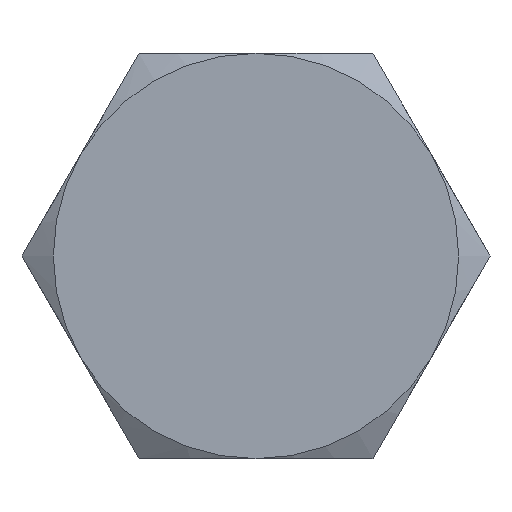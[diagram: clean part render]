
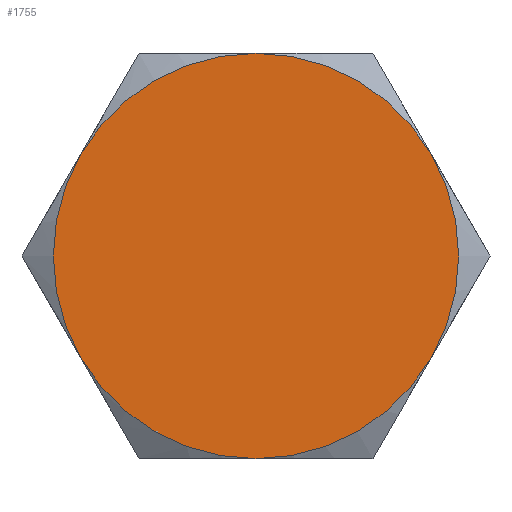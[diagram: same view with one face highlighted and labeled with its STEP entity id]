
A CAD part, left-side view. The second image highlights one B-rep face of the part: STEP entity #1755.
In plain terms, the highlighted planar face has unit normal (-1, 0, 0).
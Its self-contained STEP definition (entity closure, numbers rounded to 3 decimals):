
#78 = DIRECTION ( 'NONE',  ( 0., 0., 1. ) ) ;
#98 = AXIS2_PLACEMENT_3D ( 'NONE', #1001, #2235, #1185 ) ;
#99 = AXIS2_PLACEMENT_3D ( 'NONE', #1710, #602, #1885 ) ;
#100 = AXIS2_PLACEMENT_3D ( 'NONE', #2406, #1364, #78 ) ;
#101 = AXIS2_PLACEMENT_3D ( 'NONE', #792, #2055, #993 ) ;
#102 = AXIS2_PLACEMENT_3D ( 'NONE', #1540, #341, #1704 ) ;
#106 = AXIS2_PLACEMENT_3D ( 'NONE', #2223, #1170, #2402 ) ;
#169 = EDGE_CURVE ( 'NONE', #2246, #332, #1177, .T. ) ;
#171 = EDGE_CURVE ( 'NONE', #833, #2246, #664, .T. ) ;
#172 = EDGE_CURVE ( 'NONE', #305, #833, #2103, .T. ) ;
#174 = EDGE_CURVE ( 'NONE', #305, #722, #2518, .T. ) ;
#176 = EDGE_CURVE ( 'NONE', #765, #722, #1703, .T. ) ;
#180 = EDGE_CURVE ( 'NONE', #332, #765, #1592, .T. ) ;
#266 = AXIS2_PLACEMENT_3D ( 'NONE', #2251, #825, #2083 ) ;
#304 = EDGE_LOOP ( 'NONE', ( #2195, #688, #1329, #340, #937, #2112 ) ) ;
#305 = VERTEX_POINT ( 'NONE', #1798 ) ;
#332 = VERTEX_POINT ( 'NONE', #1806 ) ;
#340 = ORIENTED_EDGE ( 'NONE', *, *, #172, .F. ) ;
#341 = DIRECTION ( 'NONE',  ( 1., 0., 0. ) ) ;
#602 = DIRECTION ( 'NONE',  ( 1., 0., 0. ) ) ;
#664 = CIRCLE ( 'NONE', #102, 8.5 ) ;
#688 = ORIENTED_EDGE ( 'NONE', *, *, #169, .F. ) ;
#690 = CARTESIAN_POINT ( 'NONE',  ( 0., 7.361, 4.25 ) ) ;
#701 = CARTESIAN_POINT ( 'NONE',  ( 0., 7.361, -4.25 ) ) ;
#722 = VERTEX_POINT ( 'NONE', #690 ) ;
#765 = VERTEX_POINT ( 'NONE', #701 ) ;
#792 = CARTESIAN_POINT ( 'NONE',  ( 0., 0., 0. ) ) ;
#825 = DIRECTION ( 'NONE',  ( 1., 0., 0. ) ) ;
#833 = VERTEX_POINT ( 'NONE', #2496 ) ;
#937 = ORIENTED_EDGE ( 'NONE', *, *, #174, .T. ) ;
#993 = DIRECTION ( 'NONE',  ( 0., 0., -1. ) ) ;
#1001 = CARTESIAN_POINT ( 'NONE',  ( 0., 0., 0. ) ) ;
#1170 = DIRECTION ( 'NONE',  ( 1., 0., 0. ) ) ;
#1177 = CIRCLE ( 'NONE', #106, 8.5 ) ;
#1185 = DIRECTION ( 'NONE',  ( 0., 0., -1. ) ) ;
#1329 = ORIENTED_EDGE ( 'NONE', *, *, #171, .F. ) ;
#1364 = DIRECTION ( 'NONE',  ( -1., 0., 0. ) ) ;
#1540 = CARTESIAN_POINT ( 'NONE',  ( 0., 0., 0. ) ) ;
#1592 = CIRCLE ( 'NONE', #98, 8.5 ) ;
#1703 = CIRCLE ( 'NONE', #99, 8.5 ) ;
#1704 = DIRECTION ( 'NONE',  ( 0., 0., -1. ) ) ;
#1710 = CARTESIAN_POINT ( 'NONE',  ( 0., 0., 0. ) ) ;
#1755 = ADVANCED_FACE ( 'NONE', ( #1906 ), #2427, .F. ) ;
#1798 = CARTESIAN_POINT ( 'NONE',  ( 0., 0., 8.5 ) ) ;
#1806 = CARTESIAN_POINT ( 'NONE',  ( 0., 0., -8.5 ) ) ;
#1885 = DIRECTION ( 'NONE',  ( 0., 0., -1. ) ) ;
#1906 = FACE_OUTER_BOUND ( 'NONE', #304, .T. ) ;
#1958 = CARTESIAN_POINT ( 'NONE',  ( 0., -7.361, -4.25 ) ) ;
#2055 = DIRECTION ( 'NONE',  ( 1., 0., 0. ) ) ;
#2083 = DIRECTION ( 'NONE',  ( 0., 0., -1. ) ) ;
#2103 = CIRCLE ( 'NONE', #101, 8.5 ) ;
#2112 = ORIENTED_EDGE ( 'NONE', *, *, #176, .F. ) ;
#2195 = ORIENTED_EDGE ( 'NONE', *, *, #180, .F. ) ;
#2223 = CARTESIAN_POINT ( 'NONE',  ( 0., 0., 0. ) ) ;
#2235 = DIRECTION ( 'NONE',  ( 1., 0., 0. ) ) ;
#2246 = VERTEX_POINT ( 'NONE', #1958 ) ;
#2251 = CARTESIAN_POINT ( 'NONE',  ( 0., 9.815, 0. ) ) ;
#2402 = DIRECTION ( 'NONE',  ( 0., 0., -1. ) ) ;
#2406 = CARTESIAN_POINT ( 'NONE',  ( 0., 0., 0. ) ) ;
#2427 = PLANE ( 'NONE',  #266 ) ;
#2496 = CARTESIAN_POINT ( 'NONE',  ( 0., -7.361, 4.25 ) ) ;
#2518 = CIRCLE ( 'NONE', #100, 8.5 ) ;
